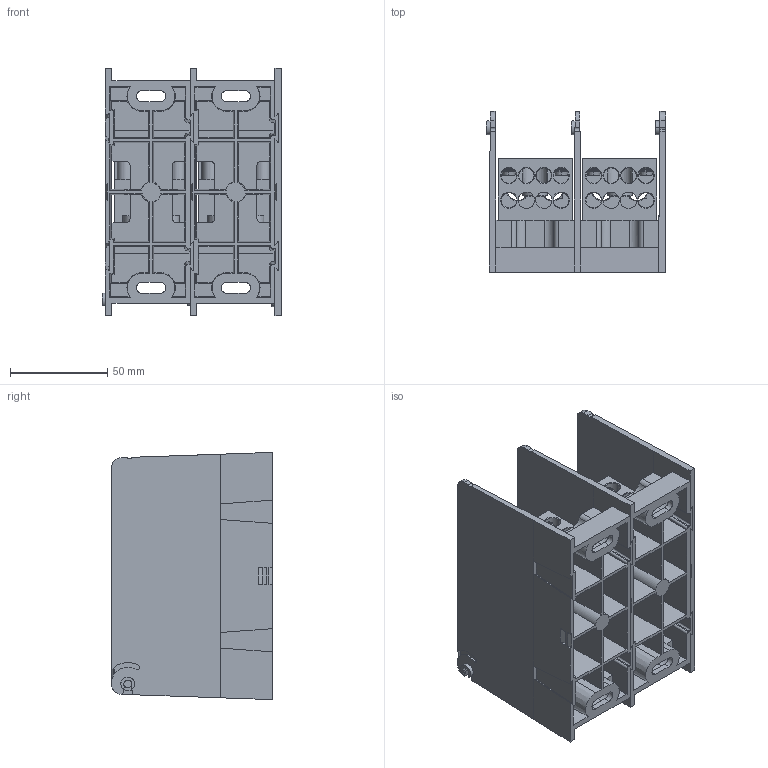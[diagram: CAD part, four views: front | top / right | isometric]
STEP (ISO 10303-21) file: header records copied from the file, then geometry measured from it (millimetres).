
FILE_DESCRIPTION (( 'STEP AP214' ), '1' );
FILE_NAME ('701966revA-2P.STEP', '2015-06-18T14:46:35', ( '' ), ( '' ), 'SwSTEP 2.0', 'SolidWorks 2014', '' );
FILE_SCHEMA (( 'AUTOMOTIVE_DESIGN' ));
Length unit declared in the file: inch
Products named in the file (1): 701966revA-2P
Bounding box: 92.16 x 82.55 x 127.01 mm (x, y, z)
Surface area: 129129.4 mm2 (no closed solid volume)
Topology: 0 solids, 37 shells, 619 faces, 2142 edges, 1526 vertices
Faces by surface type: plane 313, cylinder 167, cone 139
Entity records: 38830 total; most frequent: CARTESIAN_POINT 13272, ORIENTED_EDGE 3462, DIRECTION 3325, EDGE_CURVE 2134, VERTEX_POINT 1522, VECTOR 1317, LINE 1317, AXIS2_PLACEMENT_3D 1004
